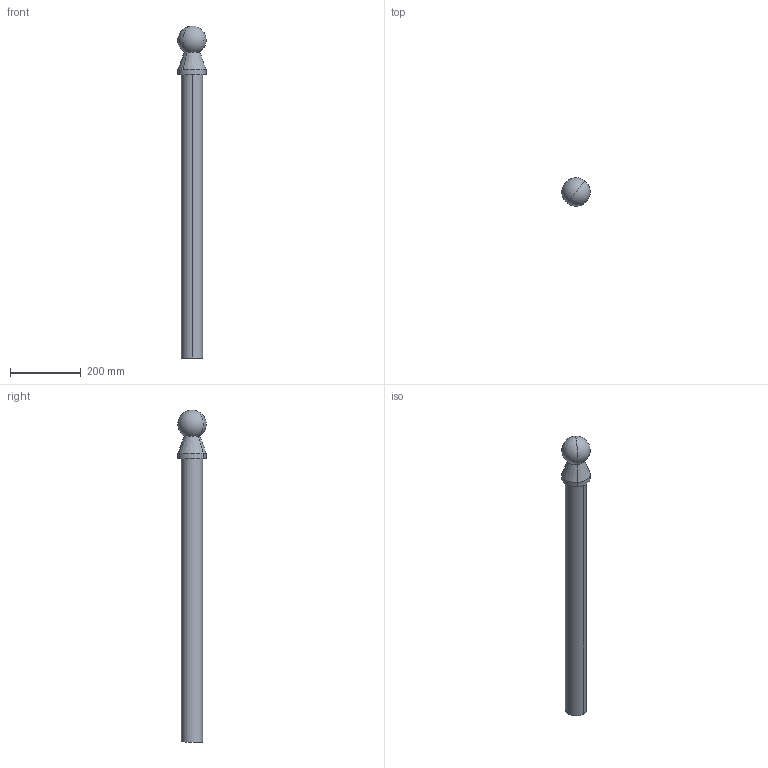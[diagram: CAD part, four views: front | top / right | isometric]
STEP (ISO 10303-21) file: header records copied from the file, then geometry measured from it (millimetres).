
FILE_DESCRIPTION (( 'STEP AP203' ), '1' );
FILE_NAME ('Up_Link.STEP', '2022-05-16T14:42:09', ( '' ), ( '' ), 'SwSTEP 2.0', 'SolidWorks 2020', '' );
FILE_SCHEMA (( 'CONFIG_CONTROL_DESIGN' ));
Length unit declared in the file: millimetre
Products named in the file (1): Up_Link
Bounding box: 79.99 x 79.99 x 937.73 mm (x, y, z)
Volume: 2752395.2 mm3; surface area: 188168.2 mm2
Topology: 1 solids, 1 shells, 14 faces, 31 edges, 18 vertices
Faces by surface type: torus 4, cylinder 4, cone 2, sphere 2, plane 2
Entity records: 431 total; most frequent: DIRECTION 76, CARTESIAN_POINT 56, ORIENTED_EDGE 52, AXIS2_PLACEMENT_3D 35, EDGE_CURVE 26, CIRCLE 20, EDGE_LOOP 15, VERTEX_POINT 15
